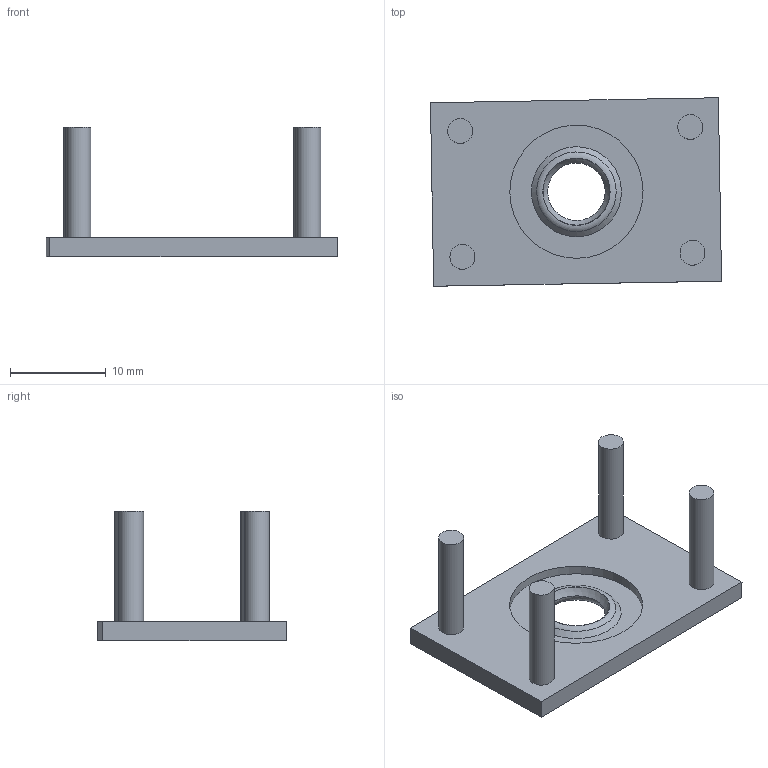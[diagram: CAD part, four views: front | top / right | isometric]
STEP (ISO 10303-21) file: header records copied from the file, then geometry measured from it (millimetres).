
FILE_DESCRIPTION(('FreeCAD Model'),'2;1');
FILE_NAME('Open CASCADE Shape Model','2025-07-18T11:08:04',(''),(''), 'Open CASCADE STEP processor 7.8','FreeCAD','Unknown');
FILE_SCHEMA(('AUTOMOTIVE_DESIGN { 1 0 10303 214 1 1 1 1 }'));
Length unit declared in the file: millimetre
Products named in the file (4): top-stick-print; top-stick; stick-recess; top
Assembly tree (3 placements, depth 3):
  top-stick-print
    top-stick
      stick-recess
      top
Bounding box: 30.38 x 19.67 x 13.5 mm (x, y, z)
Volume: 1232.1 mm3; surface area: 1830.9 mm2
Topology: 2 solids, 2 shells, 23 faces, 40 edges, 26 vertices
Faces by surface type: plane 13, cylinder 6, torus 2, sphere 1, cone 1
Full cylindrical faces by diameter (mm): 2.6 x4, 13.9 x1, 14 x1
Entity records: 647 total; most frequent: DIRECTION 111, CARTESIAN_POINT 97, ORIENTED_EDGE 80, AXIS2_PLACEMENT_3D 48, EDGE_CURVE 40, FACE_BOUND 32, EDGE_LOOP 32, VERTEX_POINT 26
